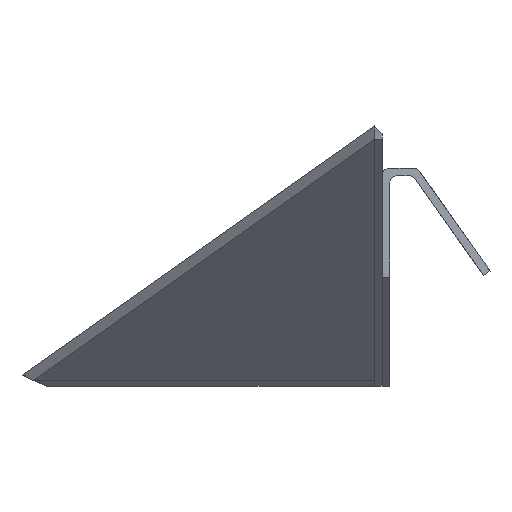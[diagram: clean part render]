
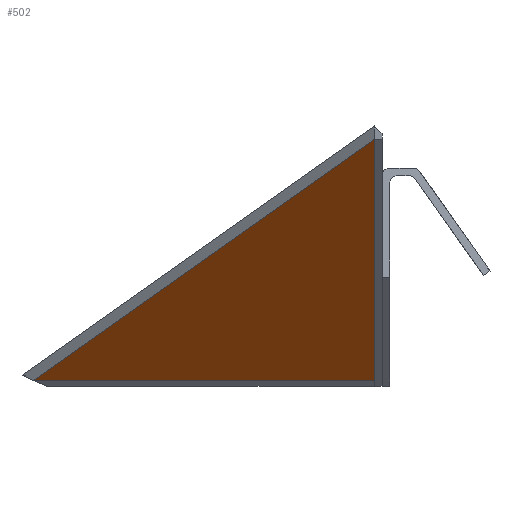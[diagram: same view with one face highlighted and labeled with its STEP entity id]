
A CAD part, left-side view. The second image highlights one B-rep face of the part: STEP entity #502.
In plain terms, the highlighted planar face has unit normal (-0.707, 0, -0.707).
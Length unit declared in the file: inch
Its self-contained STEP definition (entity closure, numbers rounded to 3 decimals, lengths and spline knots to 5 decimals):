
#41 = VECTOR ( 'NONE', #1240, 39.37008 ) ;
#43 = DIRECTION ( 'NONE',  ( 0.5, 0.707, -0.5 ) ) ;
#62 = ORIENTED_EDGE ( 'NONE', *, *, #749, .T. ) ;
#87 = CARTESIAN_POINT ( 'NONE',  ( -0.17678, 0., -8.17678 ) ) ;
#136 = AXIS2_PLACEMENT_3D ( 'NONE', #87, #388, #380 ) ;
#361 = VECTOR ( 'NONE', #43, 39.37008 ) ;
#362 = VERTEX_POINT ( 'NONE', #524 ) ;
#380 = DIRECTION ( 'NONE',  ( -0.707, 0., 0.707 ) ) ;
#388 = DIRECTION ( 'NONE',  ( -0.707, 0., -0.707 ) ) ;
#398 = DIRECTION ( 'NONE',  ( -0.707, 0., 0.707 ) ) ;
#432 = LINE ( 'NONE', #533, #361 ) ;
#448 = FACE_OUTER_BOUND ( 'NONE', #879, .T. ) ;
#456 = CARTESIAN_POINT ( 'NONE',  ( -0.17678, 0., -8.17678 ) ) ;
#502 = ADVANCED_FACE ( 'NONE', ( #448 ), #1208, .T. ) ;
#505 = LINE ( 'NONE', #1139, #41 ) ;
#524 = CARTESIAN_POINT ( 'NONE',  ( -7.92678, 0., -0.42678 ) ) ;
#533 = CARTESIAN_POINT ( 'NONE',  ( -0.05178, 11.13693, -8.30178 ) ) ;
#548 = ORIENTED_EDGE ( 'NONE', *, *, #836, .T. ) ;
#603 = CARTESIAN_POINT ( 'NONE',  ( -0.17678, 0., -8.17678 ) ) ;
#712 = LINE ( 'NONE', #603, #1250 ) ;
#724 = ORIENTED_EDGE ( 'NONE', *, *, #1056, .T. ) ;
#749 = EDGE_CURVE ( 'NONE', #1141, #803, #505, .T. ) ;
#803 = VERTEX_POINT ( 'NONE', #456 ) ;
#836 = EDGE_CURVE ( 'NONE', #362, #1141, #432, .T. ) ;
#879 = EDGE_LOOP ( 'NONE', ( #724, #548, #62 ) ) ;
#1056 = EDGE_CURVE ( 'NONE', #803, #362, #712, .T. ) ;
#1139 = CARTESIAN_POINT ( 'NONE',  ( -0.17678, 11.31371, -8.17678 ) ) ;
#1141 = VERTEX_POINT ( 'NONE', #1160 ) ;
#1160 = CARTESIAN_POINT ( 'NONE',  ( -0.17678, 10.96016, -8.17678 ) ) ;
#1208 = PLANE ( 'NONE',  #136 ) ;
#1240 = DIRECTION ( 'NONE',  ( 0., -1., 0. ) ) ;
#1250 = VECTOR ( 'NONE', #398, 39.37008 ) ;
